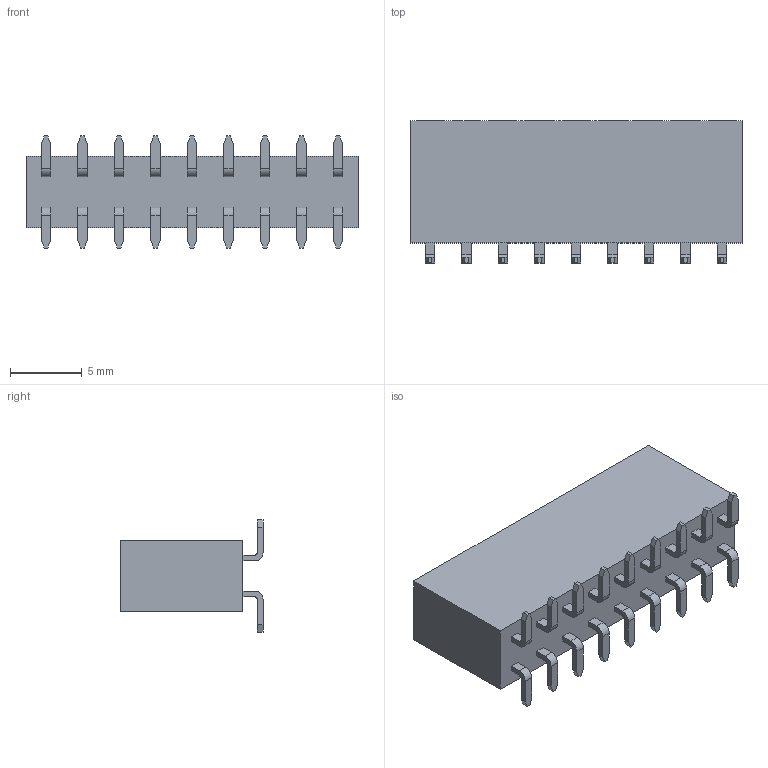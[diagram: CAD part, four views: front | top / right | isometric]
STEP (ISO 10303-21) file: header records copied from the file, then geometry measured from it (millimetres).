
FILE_DESCRIPTION( ('This file contains a STEP AP42 implementation' ,'as created by ZW3D STEP Interface translator.') ,'2;1' );
FILE_NAME( '2185-2XXMXXCYNX1.stp' ,'23 5 4. 95939', (''), ('ZWCAD Software Co.'), 'Version 1.0', 'ZW3D to STEP translator', '' );
FILE_SCHEMA(('AUTOMOTIVE_DESIGN { 1 0 10303 214 1 1 1 1 }'));
Length unit declared in the file: millimetre
Products named in the file (2): 0; 2185-220MXXCYNX1
Bounding box: 23.11 x 9.9 x 7.8 mm (x, y, z)
Volume: 872.9 mm3; surface area: 1912.8 mm2
Topology: 1 solids, 1 shells, 1428 faces, 4066 edges, 2622 vertices
Faces by surface type: plane 1230, cylinder 126, bspline 72
Entity records: 60818 total; most frequent: CARTESIAN_POINT 29913, ORIENTED_EDGE 8132, EDGE_CURVE 4066, B_SPLINE_CURVE_WITH_KNOTS 3704, DIRECTION 3076, VERTEX_POINT 2622, EDGE_LOOP 1482, FACE_OUTER_BOUND 1428
